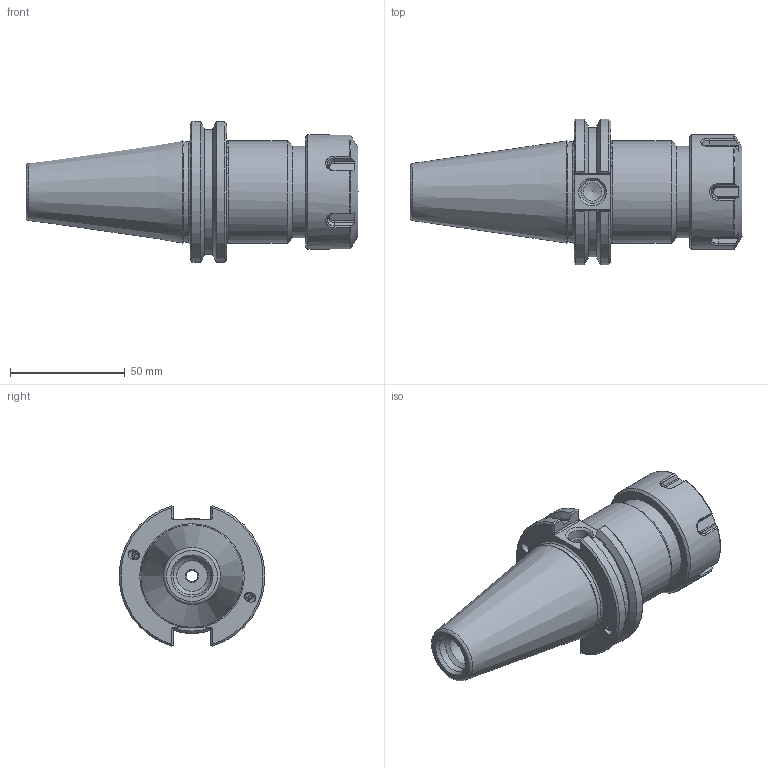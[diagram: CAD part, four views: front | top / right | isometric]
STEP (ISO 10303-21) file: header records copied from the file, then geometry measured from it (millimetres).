
FILE_DESCRIPTION(/* description */ ('ER COLLET CHUCK'),/* implementation_level */ '2;1');
FILE_NAME(/* name */ 'C40BC-32ERF300.stp',/* time_stamp */ '2017-01-20T10:07:59-05:00',/* author */ ('davhar'),/* organization */ (''),/* preprocessor_version */ 'ST-DEVELOPER v16.1',/* originating_system */ 'Autodesk Inventor 2016',/* authorisation */ '8.1 in^3');
FILE_SCHEMA (('AUTOMOTIVE_DESIGN { 1 0 10303 214 3 1 1 }'));
Length unit declared in the file: inch
Products named in the file (6): C40BCB-32ER3-1; 029-965; C40BCB-32ER3-1_1; 32ERN; BS-18; C40BC-32ERF300
Assembly tree (8 placements, depth 3):
  C40BC-32ERF300
    C40BCB-32ER3-1_1
      C40BCB-32ER3-1
      029-965  x4
    32ERN
    BS-18
Bounding box: 144.46 x 63.26 x 61.05 mm (x, y, z)
Volume: 154579.4 mm3; surface area: 41525.4 mm2
Topology: 7 solids, 7 shells, 263 faces, 629 edges, 398 vertices
Faces by surface type: plane 119, cylinder 70, cone 49, torus 15, bspline 6, sphere 4
Full cylindrical faces by diameter (mm): 3.3 x4, 4 x8, 4.1 x4, 4.2 x4, 7.112 x1, 8.001 x1, 10.135 x1, 13.386 x1, 16.459 x1, 17.78 x2, 18.923 x1, 20.447 x1, 23.495 x1, 27 x1, 38.65 x1, 40 x1, 41 x1, 43.942 x1, 44.45 x1, 50 x1
Entity records: 7210 total; most frequent: CARTESIAN_POINT 2377, DIRECTION 934, ORIENTED_EDGE 918, EDGE_CURVE 459, AXIS2_PLACEMENT_3D 382, VERTEX_POINT 319, EDGE_LOOP 296, FACE_OUTER_BOUND 215
